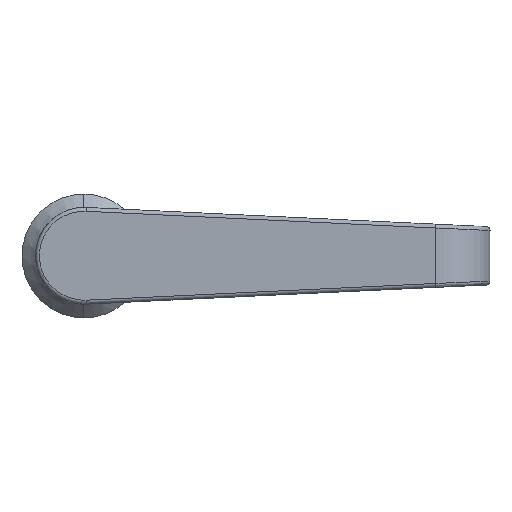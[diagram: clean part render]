
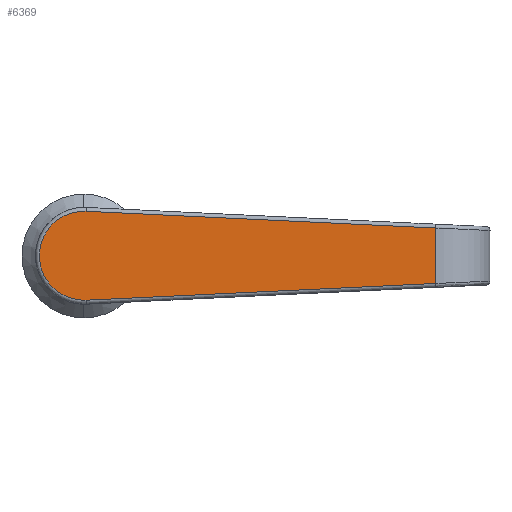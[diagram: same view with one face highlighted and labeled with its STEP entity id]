
A CAD part, top view. The second image highlights one B-rep face of the part: STEP entity #6369.
In plain terms, the highlighted face is planar.
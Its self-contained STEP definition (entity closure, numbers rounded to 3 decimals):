
#4914=CARTESIAN_POINT('',(0.,0.,0.));
#4915=DIRECTION('',(0.,1.,0.));
#4916=DIRECTION('',(-0.048,0.,0.999));
#4917=AXIS2_PLACEMENT_3D('',#4914,#4915,#4916);
#4919=DIRECTION('',(-0.999,0.,-0.048));
#4920=VECTOR('',#4919,90.555);
#4921=CARTESIAN_POINT('',(-0.549,0.,11.487));
#4922=LINE('',#4921,#4920);
#4932=DIRECTION('',(0.,0.,1.));
#4933=VECTOR('',#4932,14.335);
#4934=CARTESIAN_POINT('',(-91.,0.,-7.167));
#4935=LINE('',#4934,#4933);
#5053=DIRECTION('',(0.999,0.,-0.048));
#5054=VECTOR('',#5053,90.555);
#5055=CARTESIAN_POINT('',(-91.,0.,-7.167));
#5056=LINE('',#5055,#5054);
#5728=CARTESIAN_POINT('',(-0.549,0.,11.487));
#5729=CARTESIAN_POINT('',(-91.,0.,7.167));
#5730=VERTEX_POINT('',#5728);
#5731=VERTEX_POINT('',#5729);
#5738=CARTESIAN_POINT('',(-0.549,0.,-11.487));
#5739=VERTEX_POINT('',#5738);
#5740=CARTESIAN_POINT('',(-91.,0.,-7.167));
#5741=VERTEX_POINT('',#5740);
#6356=CARTESIAN_POINT('',(0.,0.,0.));
#6357=DIRECTION('',(0.,-1.,0.));
#6358=DIRECTION('',(0.,0.,1.));
#6359=AXIS2_PLACEMENT_3D('',#6356,#6357,#6358);
#6360=PLANE('',#6359);
#6362=ORIENTED_EDGE('',*,*,#6361,.F.);
#6364=ORIENTED_EDGE('',*,*,#6363,.T.);
#6365=ORIENTED_EDGE('',*,*,#6320,.F.);
#6366=ORIENTED_EDGE('',*,*,#6339,.T.);
#6367=EDGE_LOOP('',(#6362,#6364,#6365,#6366));
#6368=FACE_OUTER_BOUND('',#6367,.F.);
#6369=ADVANCED_FACE('',(#6368),#6360,.F.);
#4918=CIRCLE('',#4917,11.5);
#6320=EDGE_CURVE('',#5730,#5739,#4918,.T.);
#6339=EDGE_CURVE('',#5730,#5731,#4922,.T.);
#6361=EDGE_CURVE('',#5741,#5731,#4935,.T.);
#6363=EDGE_CURVE('',#5741,#5739,#5056,.T.);
